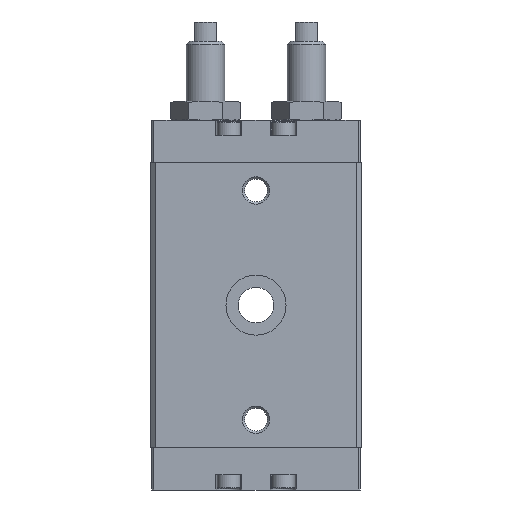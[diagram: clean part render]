
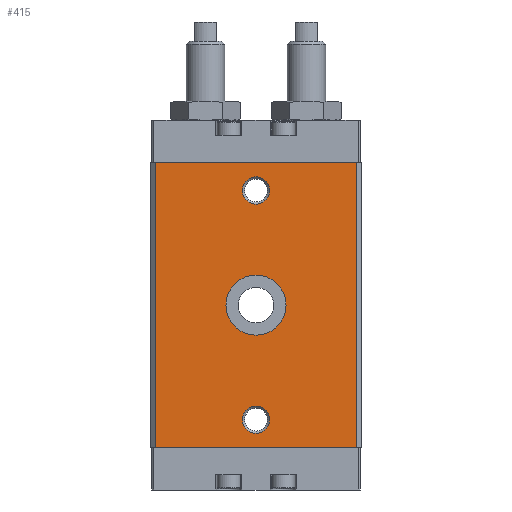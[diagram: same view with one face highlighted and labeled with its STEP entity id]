
A CAD part, front view. The second image highlights one B-rep face of the part: STEP entity #415.
In plain terms, the highlighted planar face has unit normal (0, -1, 0).
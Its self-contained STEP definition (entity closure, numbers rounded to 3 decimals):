
#415 = ADVANCED_FACE( '', ( #1063, #1064, #1065, #1066 ), #1067, .F. );
#1063 = FACE_BOUND( '', #2006, .T. );
#1064 = FACE_BOUND( '', #2007, .T. );
#1065 = FACE_BOUND( '', #2008, .T. );
#1066 = FACE_OUTER_BOUND( '', #2009, .T. );
#1067 = PLANE( '', #2010 );
#2006 = EDGE_LOOP( '', ( #4076 ) );
#2007 = EDGE_LOOP( '', ( #4077 ) );
#2008 = EDGE_LOOP( '', ( #4078 ) );
#2009 = EDGE_LOOP( '', ( #4079, #4080, #4081, #4082 ) );
#2010 = AXIS2_PLACEMENT_3D( '', #4083, #4084, #4085 );
#4076 = ORIENTED_EDGE( '', *, *, #6290, .F. );
#4077 = ORIENTED_EDGE( '', *, *, #6160, .F. );
#4078 = ORIENTED_EDGE( '', *, *, #6291, .F. );
#4079 = ORIENTED_EDGE( '', *, *, #6292, .T. );
#4080 = ORIENTED_EDGE( '', *, *, #6289, .F. );
#4081 = ORIENTED_EDGE( '', *, *, #6293, .F. );
#4082 = ORIENTED_EDGE( '', *, *, #6294, .T. );
#4083 = CARTESIAN_POINT( '', ( -37., 0., 52.25 ) );
#4084 = DIRECTION( '', ( 0., 1., 0. ) );
#4085 = DIRECTION( '', ( 0., 0., 1. ) );
#6160 = EDGE_CURVE( '', #7456, #7456, #7457, .T. );
#6289 = EDGE_CURVE( '', #7675, #7667, #7677, .T. );
#6290 = EDGE_CURVE( '', #7678, #7678, #7679, .T. );
#6291 = EDGE_CURVE( '', #7680, #7680, #7681, .T. );
#6292 = EDGE_CURVE( '', #7682, #7667, #7683, .T. );
#6293 = EDGE_CURVE( '', #7684, #7675, #7685, .T. );
#6294 = EDGE_CURVE( '', #7684, #7682, #7686, .T. );
#7456 = VERTEX_POINT( '', #9503 );
#7457 = CIRCLE( '', #9504, 5. );
#7667 = VERTEX_POINT( '', #9829 );
#7675 = VERTEX_POINT( '', #9842 );
#7677 = LINE( '', #9845, #9846 );
#7678 = VERTEX_POINT( '', #9847 );
#7679 = CIRCLE( '', #9848, 11. );
#7680 = VERTEX_POINT( '', #9849 );
#7681 = CIRCLE( '', #9850, 5. );
#7682 = VERTEX_POINT( '', #9851 );
#7683 = LINE( '', #9852, #9853 );
#7684 = VERTEX_POINT( '', #9854 );
#7685 = LINE( '', #9855, #9856 );
#7686 = LINE( '', #9857, #9858 );
#9503 = CARTESIAN_POINT( '', ( 0., 0., 37. ) );
#9504 = AXIS2_PLACEMENT_3D( '', #11345, #11346, #11347 );
#9829 = CARTESIAN_POINT( '', ( 37., 0., -52.25 ) );
#9842 = CARTESIAN_POINT( '', ( 37., 0., 52.25 ) );
#9845 = CARTESIAN_POINT( '', ( 37., 0., 52.25 ) );
#9846 = VECTOR( '', #11490, 1000. );
#9847 = CARTESIAN_POINT( '', ( 0., 0., -11. ) );
#9848 = AXIS2_PLACEMENT_3D( '', #11491, #11492, #11493 );
#9849 = CARTESIAN_POINT( '', ( 0., 0., -47. ) );
#9850 = AXIS2_PLACEMENT_3D( '', #11494, #11495, #11496 );
#9851 = CARTESIAN_POINT( '', ( -37., 0., -52.25 ) );
#9852 = CARTESIAN_POINT( '', ( -37., 0., -52.25 ) );
#9853 = VECTOR( '', #11497, 1000. );
#9854 = CARTESIAN_POINT( '', ( -37., 0., 52.25 ) );
#9855 = CARTESIAN_POINT( '', ( -37., 0., 52.25 ) );
#9856 = VECTOR( '', #11498, 1000. );
#9857 = CARTESIAN_POINT( '', ( -37., 0., 52.25 ) );
#9858 = VECTOR( '', #11499, 1000. );
#11345 = CARTESIAN_POINT( '', ( 0., 0., 42. ) );
#11346 = DIRECTION( '', ( 0., -1., 0. ) );
#11347 = DIRECTION( '', ( 0., 0., -1. ) );
#11490 = DIRECTION( '', ( 0., 0., -1. ) );
#11491 = CARTESIAN_POINT( '', ( 0., 0., 0. ) );
#11492 = DIRECTION( '', ( 0., -1., 0. ) );
#11493 = DIRECTION( '', ( 0., 0., -1. ) );
#11494 = CARTESIAN_POINT( '', ( 0., 0., -42. ) );
#11495 = DIRECTION( '', ( 0., -1., 0. ) );
#11496 = DIRECTION( '', ( 0., 0., -1. ) );
#11497 = DIRECTION( '', ( 1., 0., 0. ) );
#11498 = DIRECTION( '', ( 1., 0., 0. ) );
#11499 = DIRECTION( '', ( 0., 0., -1. ) );
